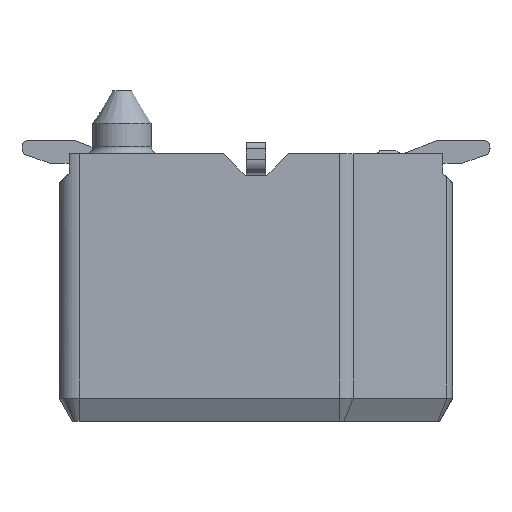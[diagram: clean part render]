
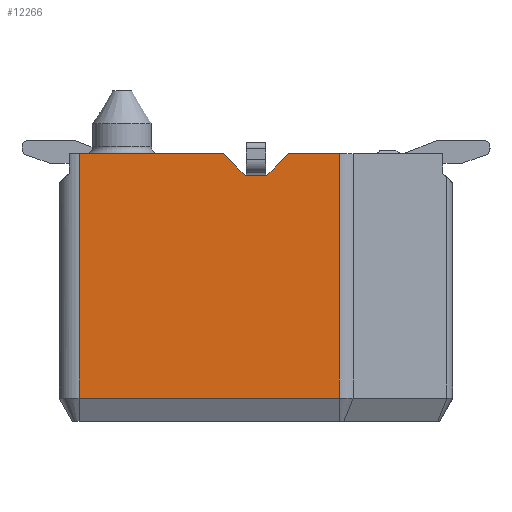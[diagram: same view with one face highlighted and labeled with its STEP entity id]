
A CAD part, left-side view. The second image highlights one B-rep face of the part: STEP entity #12266.
In plain terms, the highlighted planar face has unit normal (-1, 0, 0).
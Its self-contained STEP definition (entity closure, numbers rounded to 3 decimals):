
#9732=CARTESIAN_POINT('',(-10.,-1.261,4.06));
#9733=VERTEX_POINT('',#9732);
#9741=CARTESIAN_POINT('',(-10.,-1.261,0.35));
#9742=VERTEX_POINT('',#9741);
#9743=CARTESIAN_POINT('',(-10.,-1.261,4.06));
#9744=DIRECTION('',(0.,0.,-1.));
#9745=VECTOR('',#9744,3.71);
#9746=LINE('',#9743,#9745);
#9747=EDGE_CURVE('',#9733,#9742,#9746,.T.);
#9820=CARTESIAN_POINT('',(-10.,2.685,0.35));
#9821=VERTEX_POINT('',#9820);
#9822=CARTESIAN_POINT('',(-10.,-1.261,0.35));
#9823=DIRECTION('',(0.,1.,0.));
#9824=VECTOR('',#9823,3.946);
#9825=LINE('',#9822,#9824);
#9826=EDGE_CURVE('',#9742,#9821,#9825,.T.);
#12211=CARTESIAN_POINT('',(-10.,0.8,2.03));
#12212=DIRECTION('',(0.,-1.,0.));
#12213=DIRECTION('',(-1.,0.,0.));
#12214=AXIS2_PLACEMENT_3D('',#12211,#12213,#12212);
#12215=PLANE('',#12214);
#12216=CARTESIAN_POINT('',(-10.,-0.165,3.73));
#12217=VERTEX_POINT('',#12216);
#12218=CARTESIAN_POINT('',(-10.,0.165,3.73));
#12219=VERTEX_POINT('',#12218);
#12220=CARTESIAN_POINT('',(-10.,-0.165,3.73));
#12221=DIRECTION('',(0.,1.,0.));
#12222=VECTOR('',#12221,0.33);
#12223=LINE('',#12220,#12222);
#12224=EDGE_CURVE('',#12217,#12219,#12223,.T.);
#12225=ORIENTED_EDGE('',*,*,#12224,.T.);
#12226=CARTESIAN_POINT('',(-10.,0.495,4.06));
#12227=VERTEX_POINT('',#12226);
#12228=CARTESIAN_POINT('',(-10.,0.165,3.73));
#12229=DIRECTION('',(0.,0.707,0.707));
#12230=VECTOR('',#12229,0.467);
#12231=LINE('',#12228,#12230);
#12232=EDGE_CURVE('',#12219,#12227,#12231,.T.);
#12233=ORIENTED_EDGE('',*,*,#12232,.T.);
#12234=CARTESIAN_POINT('',(-10.,2.685,4.06));
#12235=VERTEX_POINT('',#12234);
#12236=CARTESIAN_POINT('',(-10.,0.495,4.06));
#12237=DIRECTION('',(0.,1.,0.));
#12238=VECTOR('',#12237,2.19);
#12239=LINE('',#12236,#12238);
#12240=EDGE_CURVE('',#12227,#12235,#12239,.T.);
#12241=ORIENTED_EDGE('',*,*,#12240,.T.);
#12242=CARTESIAN_POINT('',(-10.,2.685,4.06));
#12243=DIRECTION('',(0.,0.,-1.));
#12244=VECTOR('',#12243,3.71);
#12245=LINE('',#12242,#12244);
#12246=EDGE_CURVE('',#12235,#9821,#12245,.T.);
#12247=ORIENTED_EDGE('',*,*,#12246,.T.);
#12248=ORIENTED_EDGE('',*,*,#9826,.F.);
#12249=ORIENTED_EDGE('',*,*,#9747,.F.);
#12250=CARTESIAN_POINT('',(-10.,-0.495,4.06));
#12251=VERTEX_POINT('',#12250);
#12252=CARTESIAN_POINT('',(-10.,-1.261,4.06));
#12253=DIRECTION('',(0.,1.,0.));
#12254=VECTOR('',#12253,0.766);
#12255=LINE('',#12252,#12254);
#12256=EDGE_CURVE('',#9733,#12251,#12255,.T.);
#12257=ORIENTED_EDGE('',*,*,#12256,.T.);
#12258=CARTESIAN_POINT('',(-10.,-0.495,4.06));
#12259=DIRECTION('',(0.,0.707,-0.707));
#12260=VECTOR('',#12259,0.467);
#12261=LINE('',#12258,#12260);
#12262=EDGE_CURVE('',#12251,#12217,#12261,.T.);
#12263=ORIENTED_EDGE('',*,*,#12262,.T.);
#12264=EDGE_LOOP('',(#12225,#12233,#12241,#12247,#12248,#12249,#12257,#12263));
#12265=FACE_OUTER_BOUND('',#12264,.T.);
#12266=ADVANCED_FACE('',(#12265),#12215,.T.);
